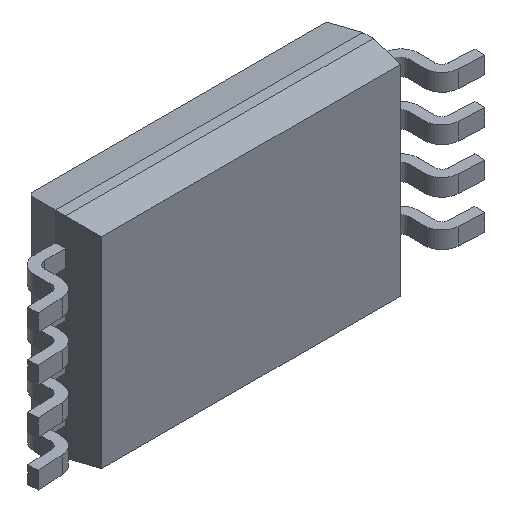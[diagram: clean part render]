
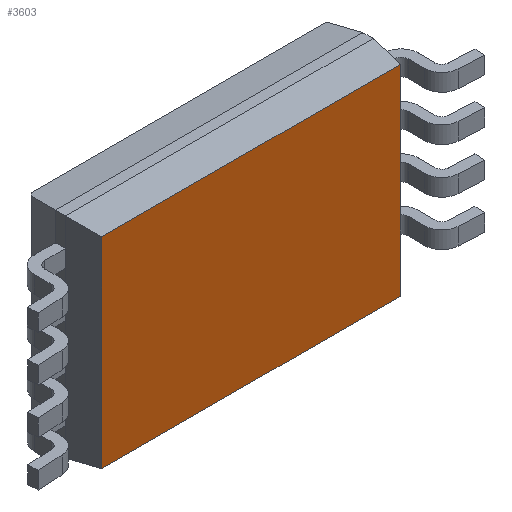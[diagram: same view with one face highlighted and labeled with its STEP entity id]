
A CAD part, isometric view. The second image highlights one B-rep face of the part: STEP entity #3603.
In plain terms, the highlighted planar face has unit normal (0, -1, 0).
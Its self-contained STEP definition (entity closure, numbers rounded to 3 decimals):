
#134 = VERTEX_POINT ( 'NONE', #2641 ) ;
#167 = DIRECTION ( 'NONE',  ( 0., 0., -1. ) ) ;
#180 = EDGE_LOOP ( 'NONE', ( #3991, #828, #1212, #2898 ) ) ;
#210 = CARTESIAN_POINT ( 'NONE',  ( -2.136, 0.15, 1.5 ) ) ;
#429 = VERTEX_POINT ( 'NONE', #1867 ) ;
#546 = CARTESIAN_POINT ( 'NONE',  ( -2.2, 0.15, -1.436 ) ) ;
#786 = LINE ( 'NONE', #210, #2139 ) ;
#807 = DIRECTION ( 'NONE',  ( 0., 0., 1. ) ) ;
#828 = ORIENTED_EDGE ( 'NONE', *, *, #3599, .T. ) ;
#909 = VECTOR ( 'NONE', #3855, 1000. ) ;
#918 = LINE ( 'NONE', #1028, #909 ) ;
#1028 = CARTESIAN_POINT ( 'NONE',  ( 2.2, 0.15, 1.436 ) ) ;
#1113 = CARTESIAN_POINT ( 'NONE',  ( 2.136, 0.15, -1.436 ) ) ;
#1212 = ORIENTED_EDGE ( 'NONE', *, *, #3528, .T. ) ;
#1339 = LINE ( 'NONE', #546, #2628 ) ;
#1355 = CARTESIAN_POINT ( 'NONE',  ( -2.136, 0.15, 1.436 ) ) ;
#1500 = DIRECTION ( 'NONE',  ( 0., 0., -1. ) ) ;
#1518 = PLANE ( 'NONE',  #2004 ) ;
#1867 = CARTESIAN_POINT ( 'NONE',  ( -2.136, 0.15, -1.436 ) ) ;
#2004 = AXIS2_PLACEMENT_3D ( 'NONE', #2448, #3716, #1500 ) ;
#2139 = VECTOR ( 'NONE', #167, 1000. ) ;
#2448 = CARTESIAN_POINT ( 'NONE',  ( 0., 0.15, 0. ) ) ;
#2460 = VERTEX_POINT ( 'NONE', #1113 ) ;
#2474 = EDGE_CURVE ( 'NONE', #3389, #429, #786, .T. ) ;
#2628 = VECTOR ( 'NONE', #3382, 1000. ) ;
#2641 = CARTESIAN_POINT ( 'NONE',  ( 2.136, 0.15, 1.436 ) ) ;
#2719 = CARTESIAN_POINT ( 'NONE',  ( 2.136, 0.15, -1.5 ) ) ;
#2780 = EDGE_CURVE ( 'NONE', #134, #3389, #918, .T. ) ;
#2827 = VECTOR ( 'NONE', #807, 1000. ) ;
#2898 = ORIENTED_EDGE ( 'NONE', *, *, #2780, .T. ) ;
#3382 = DIRECTION ( 'NONE',  ( 1., 0., 0. ) ) ;
#3389 = VERTEX_POINT ( 'NONE', #1355 ) ;
#3429 = FACE_OUTER_BOUND ( 'NONE', #180, .T. ) ;
#3528 = EDGE_CURVE ( 'NONE', #2460, #134, #3676, .T. ) ;
#3599 = EDGE_CURVE ( 'NONE', #429, #2460, #1339, .T. ) ;
#3603 = ADVANCED_FACE ( 'NONE', ( #3429 ), #1518, .T. ) ;
#3676 = LINE ( 'NONE', #2719, #2827 ) ;
#3716 = DIRECTION ( 'NONE',  ( 0., -1., 0. ) ) ;
#3855 = DIRECTION ( 'NONE',  ( -1., 0., 0. ) ) ;
#3991 = ORIENTED_EDGE ( 'NONE', *, *, #2474, .T. ) ;
